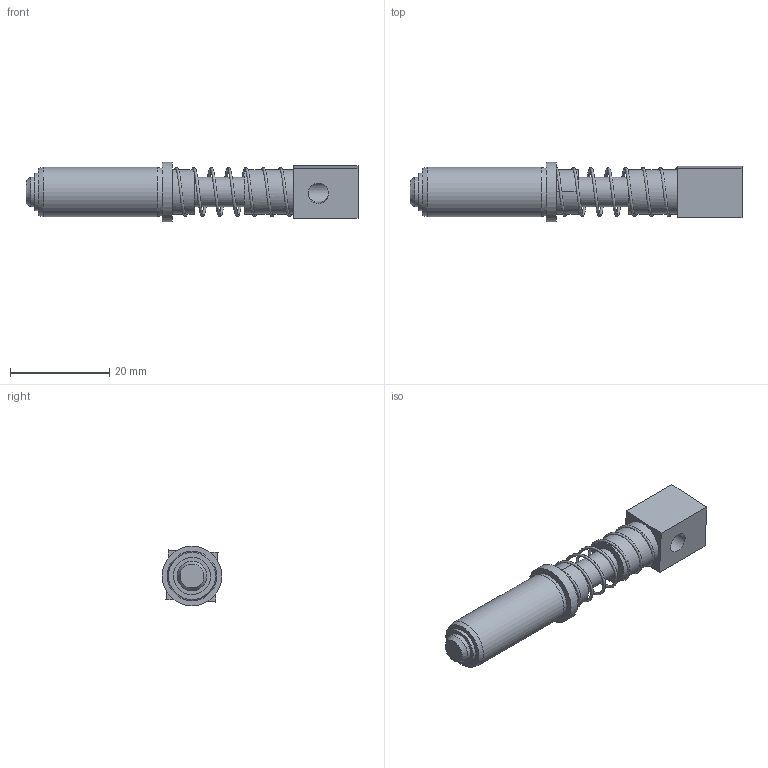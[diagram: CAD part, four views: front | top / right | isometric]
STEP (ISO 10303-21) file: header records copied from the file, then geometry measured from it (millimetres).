
FILE_DESCRIPTION(/* description */ ('GR03.080A-Kd'),/* implementation_level */ '2;1');
FILE_NAME(/* name */ 'GR03.080A-Kd.stp',/* time_stamp */ '2024-05-29T13:06:38+02:00',/* author */ ('RKob'),/* organization */ (''),/* preprocessor_version */ 'ST-DEVELOPER v18',/* originating_system */ 'Autodesk Inventor 2020',/* authorisation */ '');
FILE_SCHEMA (('AUTOMOTIVE_DESIGN { 1 0 10303 214 3 1 1 }'));
Length unit declared in the file: millimetre
Products named in the file (1): 0806259
Bounding box: 67 x 12 x 12 mm (x, y, z)
Volume: 4605.8 mm3; surface area: 2803.2 mm2
Topology: 1 solids, 1 shells, 35 faces, 93 edges, 64 vertices
Faces by surface type: cylinder 15, plane 15, cone 4, bspline 1
Full cylindrical faces by diameter (mm): 4.134 x2, 6 x2, 7.5 x1, 9 x4, 10 x1, 12 x1
Entity records: 2673 total; most frequent: CARTESIAN_POINT 1710, ORIENTED_EDGE 184, DIRECTION 184, EDGE_CURVE 92, AXIS2_PLACEMENT_3D 75, VERTEX_POINT 64, EDGE_LOOP 44, CIRCLE 37
